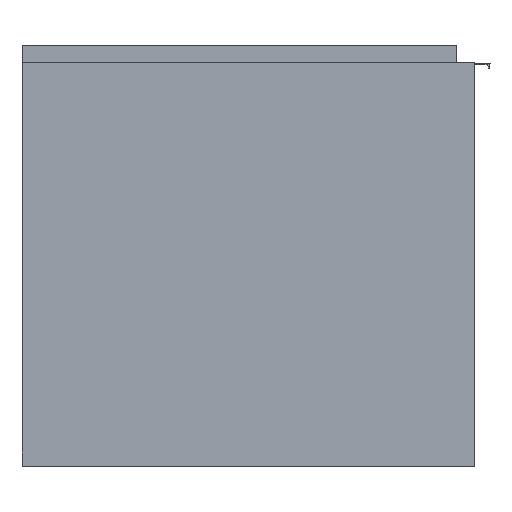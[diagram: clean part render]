
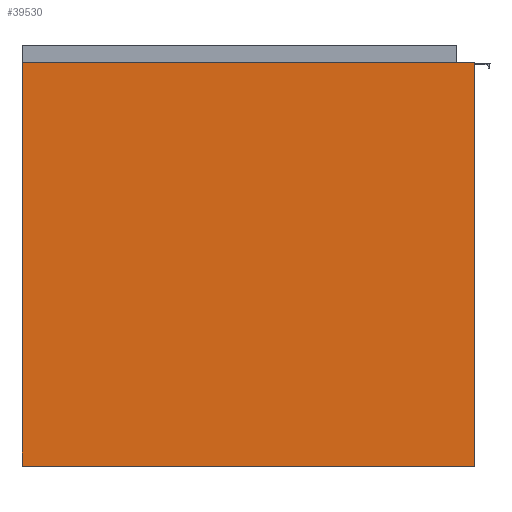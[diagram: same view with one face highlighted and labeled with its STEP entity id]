
A CAD part, left-side view. The second image highlights one B-rep face of the part: STEP entity #39530.
In plain terms, the highlighted planar face has unit normal (-1, 0, 0).
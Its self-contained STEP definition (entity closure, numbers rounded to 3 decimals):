
#2920=FACE_OUTER_BOUND('',#5106,.T.);
#5106=EDGE_LOOP('',(#26511,#26512,#26513,#26514));
#7669=LINE('',#57161,#12109);
#7673=LINE('',#57170,#12113);
#7678=LINE('',#57178,#12118);
#7680=LINE('',#57182,#12120);
#12109=VECTOR('',#45539,462.);
#12113=VECTOR('',#45545,462.);
#12118=VECTOR('',#45552,412.);
#12120=VECTOR('',#45558,412.);
#16523=VERTEX_POINT('',#57159);
#16524=VERTEX_POINT('',#57160);
#16527=VERTEX_POINT('',#57168);
#16528=VERTEX_POINT('',#57169);
#20509=EDGE_CURVE('',#16523,#16524,#7669,.T.);
#20513=EDGE_CURVE('',#16527,#16528,#7673,.T.);
#20518=EDGE_CURVE('',#16523,#16528,#7678,.T.);
#20520=EDGE_CURVE('',#16524,#16527,#7680,.T.);
#26511=ORIENTED_EDGE('',*,*,#20518,.F.);
#26512=ORIENTED_EDGE('',*,*,#20509,.T.);
#26513=ORIENTED_EDGE('',*,*,#20520,.T.);
#26514=ORIENTED_EDGE('',*,*,#20513,.T.);
#38004=PLANE('',#41774);
#39530=ADVANCED_FACE('',(#2920),#38004,.T.);
#41774=AXIS2_PLACEMENT_3D('',#57183,#45559,#45560);
#45539=DIRECTION('',(0.,-1.,0.));
#45545=DIRECTION('',(0.,1.,0.));
#45552=DIRECTION('',(0.,0.,1.));
#45558=DIRECTION('',(0.,0.,1.));
#45559=DIRECTION('center_axis',(-1.,0.,0.));
#45560=DIRECTION('ref_axis',(0.,0.,-1.));
#57159=CARTESIAN_POINT('',(0.,0.,0.));
#57160=CARTESIAN_POINT('',(0.,-462.,0.));
#57161=CARTESIAN_POINT('',(0.,-231.,0.));
#57168=CARTESIAN_POINT('',(0.,-462.,412.));
#57169=CARTESIAN_POINT('',(0.,0.,412.));
#57170=CARTESIAN_POINT('',(0.,-231.,412.));
#57178=CARTESIAN_POINT('',(0.,0.,206.));
#57182=CARTESIAN_POINT('',(0.,-462.,206.));
#57183=CARTESIAN_POINT('Origin',(0.,-231.,206.));
